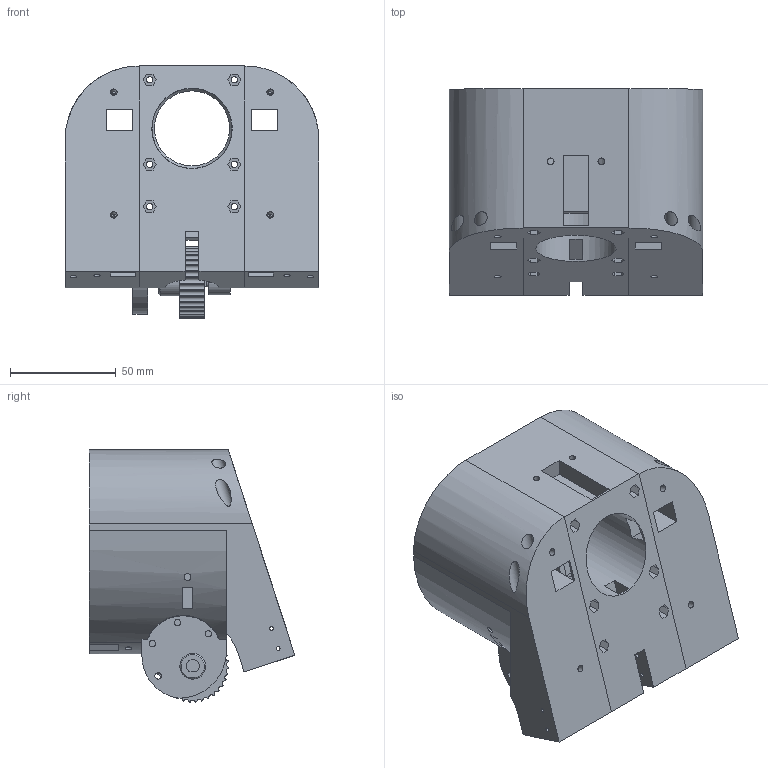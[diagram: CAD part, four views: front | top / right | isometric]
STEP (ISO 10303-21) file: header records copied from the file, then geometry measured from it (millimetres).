
FILE_DESCRIPTION(/* description */ (''),/* implementation_level */ '2;1');
FILE_NAME(/* name */ 'HopperToFlywheelTube.step',/* time_stamp */ '2021-02-23T19:32:50-06:00',/* author */ (''),/* organization */ (''),/* preprocessor_version */ 'ST-DEVELOPER v18.1',/* originating_system */ 'Autodesk Translation Framework v9.7.1.1290',/* authorisation */ '');
FILE_SCHEMA (('AUTOMOTIVE_DESIGN { 1 0 10303 214 3 1 1 }'));
Length unit declared in the file: millimetre
Products named in the file (2): HopperToFlywheelTube; roller
Assembly tree (1 placements, depth 2):
  HopperToFlywheelTube
    roller
Bounding box: 120 x 97.31 x 119.23 mm (x, y, z)
Volume: 573300.7 mm3; surface area: 143910.7 mm2
Topology: 5 solids, 5 shells, 436 faces, 1184 edges, 788 vertices
Faces by surface type: plane 253, cylinder 166, bspline 10, cone 5, torus 2
Full cylindrical faces by diameter (mm): 1.8 x10, 2.8 x3, 3 x10, 3.2 x22, 4 x6, 4.4 x1, 5 x1, 6 x9, 12.2 x1, 13 x1, 25 x1, 35.5 x1, 38 x2
Entity records: 16223 total; most frequent: CARTESIAN_POINT 4776, ORIENTED_EDGE 2368, DIRECTION 2312, EDGE_CURVE 1184, AXIS2_PLACEMENT_3D 797, VERTEX_POINT 788, LINE 718, VECTOR 718
